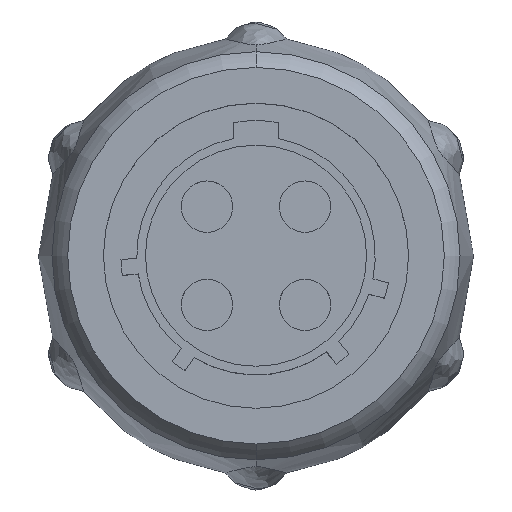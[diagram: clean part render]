
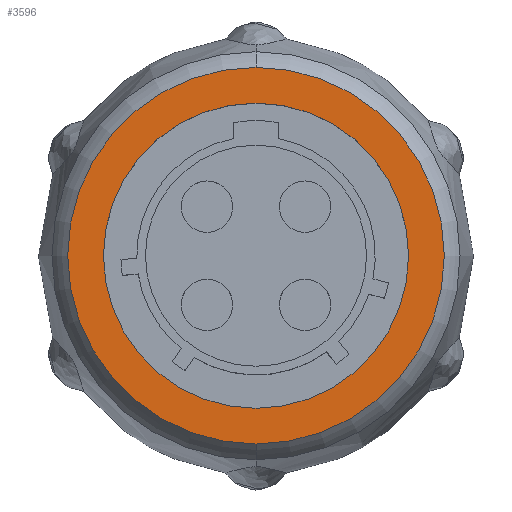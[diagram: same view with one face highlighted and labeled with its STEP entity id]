
A CAD part, top view. The second image highlights one B-rep face of the part: STEP entity #3596.
In plain terms, the highlighted planar face has unit normal (0, 0, 1).
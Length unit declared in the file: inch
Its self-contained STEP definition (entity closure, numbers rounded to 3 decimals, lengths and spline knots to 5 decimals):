
#1307=CARTESIAN_POINT('',(0.,0.,0.85236));
#1308=DIRECTION('',(0.,0.,1.));
#1309=DIRECTION('',(0.,1.,0.));
#1310=AXIS2_PLACEMENT_3D('',#1307,#1308,#1309);
#1312=CARTESIAN_POINT('',(0.,0.,0.85236));
#1313=DIRECTION('',(0.,0.,-1.));
#1314=DIRECTION('',(0.,1.,0.));
#1315=AXIS2_PLACEMENT_3D('',#1312,#1313,#1314);
#1317=CARTESIAN_POINT('',(0.,0.,0.85236));
#1318=DIRECTION('',(0.,0.,-1.));
#1319=DIRECTION('',(0.,1.,0.));
#1320=AXIS2_PLACEMENT_3D('',#1317,#1318,#1319);
#1330=CARTESIAN_POINT('',(0.,0.,0.85236));
#1331=DIRECTION('',(0.,0.,1.));
#1332=DIRECTION('',(0.,1.,0.));
#1333=AXIS2_PLACEMENT_3D('',#1330,#1331,#1332);
#2648=CARTESIAN_POINT('',(0.,0.46989,0.85236));
#2650=VERTEX_POINT('',#2648);
#2651=CARTESIAN_POINT('',(0.,0.38071,0.85236));
#2653=VERTEX_POINT('',#2651);
#2664=CARTESIAN_POINT('',(0.,-0.46989,0.85236));
#2666=VERTEX_POINT('',#2664);
#2667=CARTESIAN_POINT('',(0.,-0.38071,0.85236));
#2669=VERTEX_POINT('',#2667);
#3581=CARTESIAN_POINT('',(0.,0.,0.85236));
#3582=DIRECTION('',(0.,0.,-1.));
#3583=DIRECTION('',(0.,-1.,0.));
#3584=AXIS2_PLACEMENT_3D('',#3581,#3582,#3583);
#3585=PLANE('',#3584);
#3586=ORIENTED_EDGE('',*,*,#3574,.F.);
#3587=ORIENTED_EDGE('',*,*,#3563,.T.);
#3588=EDGE_LOOP('',(#3586,#3587));
#3589=FACE_OUTER_BOUND('',#3588,.F.);
#3591=ORIENTED_EDGE('',*,*,#3590,.F.);
#3593=ORIENTED_EDGE('',*,*,#3592,.T.);
#3594=EDGE_LOOP('',(#3591,#3593));
#3595=FACE_BOUND('',#3594,.F.);
#3596=ADVANCED_FACE('',(#3589,#3595),#3585,.F.);
#1311=CIRCLE('',#1310,0.46989);
#1316=CIRCLE('',#1315,0.46989);
#1321=CIRCLE('',#1320,0.38071);
#1334=CIRCLE('',#1333,0.38071);
#3563=EDGE_CURVE('',#2650,#2666,#1316,.T.);
#3574=EDGE_CURVE('',#2650,#2666,#1311,.T.);
#3590=EDGE_CURVE('',#2653,#2669,#1321,.T.);
#3592=EDGE_CURVE('',#2653,#2669,#1334,.T.);
